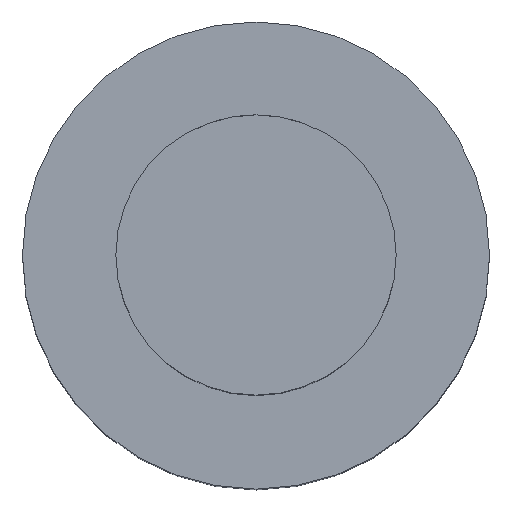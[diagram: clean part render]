
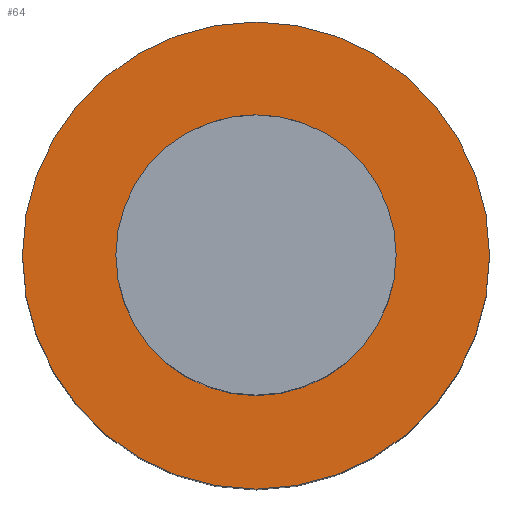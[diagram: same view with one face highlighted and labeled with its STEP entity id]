
A CAD part, top view. The second image highlights one B-rep face of the part: STEP entity #64.
In plain terms, the highlighted planar face has unit normal (0, 0, 1).
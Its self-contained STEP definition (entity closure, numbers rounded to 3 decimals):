
#53=EDGE_CURVE('240[2]',#119,#119,#120,.T.);
#64=ADVANCED_FACE('240[2]',(#133,#134),#135,.F.);
#74=EDGE_CURVE('240[2]',#150,#150,#151,.T.);
#119=VERTEX_POINT('',#230);
#120=CIRCLE('',#231,9.0);
#133=FACE_BOUND('',#280,.T.);
#134=FACE_OUTER_BOUND('',#281,.T.);
#135=PLANE('',#282);
#150=VERTEX_POINT('',#301);
#151=CIRCLE('',#302,15.0);
#230=CARTESIAN_POINT('',(9.0,0.0,0.0));
#231=AXIS2_PLACEMENT_3D('',#337,#338,#339);
#280=EDGE_LOOP('',(#348));
#281=EDGE_LOOP('',(#349));
#282=AXIS2_PLACEMENT_3D('',#350,#351,#352);
#301=CARTESIAN_POINT('',(15.0,0.,0.0));
#302=AXIS2_PLACEMENT_3D('',#369,#370,#371);
#337=CARTESIAN_POINT('',(0.0,0.0,0.0));
#338=DIRECTION('',(0.0,0.0,-1.0));
#339=DIRECTION('',(1.0,0.0,0.0));
#348=ORIENTED_EDGE('',*,*,#53,.T.);
#349=ORIENTED_EDGE('',*,*,#74,.F.);
#350=CARTESIAN_POINT('',(0.0,0.0,0.0));
#351=DIRECTION('',(0.0,0.0,-1.0));
#352=DIRECTION('',(0.0,-1.0,0.0));
#369=CARTESIAN_POINT('',(0.0,0.0,0.0));
#370=DIRECTION('',(0.0,0.0,-1.0));
#371=DIRECTION('',(-1.0,0.0,0.0));
